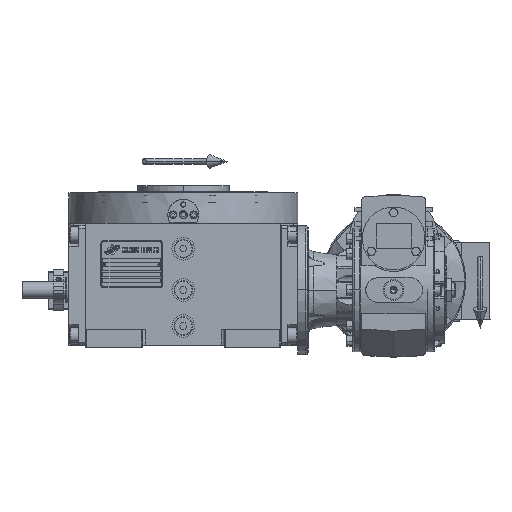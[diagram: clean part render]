
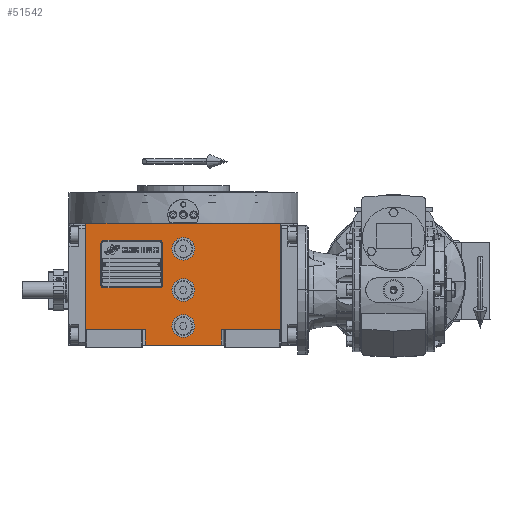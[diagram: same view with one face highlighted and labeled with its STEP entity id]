
A CAD part, top view. The second image highlights one B-rep face of the part: STEP entity #51542.
In plain terms, the highlighted planar face has unit normal (0, 0, 1).
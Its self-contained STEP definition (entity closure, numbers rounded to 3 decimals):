
#787 = CARTESIAN_POINT ( 'NONE',  ( 94.5, 64.5, 163.5 ) ) ;
#1983 = CARTESIAN_POINT ( 'NONE',  ( 37., -38.5, 163.5 ) ) ;
#3071 = FACE_BOUND ( 'NONE', #28015, .T. ) ;
#3097 = DIRECTION ( 'NONE',  ( -1., 0., 0. ) ) ;
#3639 = FACE_BOUND ( 'NONE', #71680, .T. ) ;
#3788 = ORIENTED_EDGE ( 'NONE', *, *, #12842, .T. ) ;
#4072 = DIRECTION ( 'NONE',  ( 0., 0., 1. ) ) ;
#4217 = VERTEX_POINT ( 'NONE', #27226 ) ;
#4303 = VECTOR ( 'NONE', #85564, 1000. ) ;
#5039 = CARTESIAN_POINT ( 'NONE',  ( 37., -38.5, 163.5 ) ) ;
#6043 = CARTESIAN_POINT ( 'NONE',  ( -11., 40., 163.5 ) ) ;
#7090 = DIRECTION ( 'NONE',  ( 1., 0., 0. ) ) ;
#7091 = VERTEX_POINT ( 'NONE', #19743 ) ;
#8908 = EDGE_CURVE ( 'NONE', #51706, #108871, #82234, .T. ) ;
#12842 = EDGE_CURVE ( 'NONE', #18355, #41051, #39393, .T. ) ;
#12961 = CARTESIAN_POINT ( 'NONE',  ( 11., -35., 163.5 ) ) ;
#13430 = CARTESIAN_POINT ( 'NONE',  ( 94.5, -38.5, 163.5 ) ) ;
#13984 = ORIENTED_EDGE ( 'NONE', *, *, #50960, .F. ) ;
#14645 = ORIENTED_EDGE ( 'NONE', *, *, #41276, .F. ) ;
#14854 = ORIENTED_EDGE ( 'NONE', *, *, #118160, .F. ) ;
#16068 = VECTOR ( 'NONE', #69096, 1000. ) ;
#16217 = CARTESIAN_POINT ( 'NONE',  ( -37., -53.5, 163.5 ) ) ;
#17269 = DIRECTION ( 'NONE',  ( 0., 0., 1. ) ) ;
#17361 = CARTESIAN_POINT ( 'NONE',  ( -11., -35., 163.5 ) ) ;
#17424 = VERTEX_POINT ( 'NONE', #36369 ) ;
#18355 = VERTEX_POINT ( 'NONE', #68822 ) ;
#19743 = CARTESIAN_POINT ( 'NONE',  ( -37., -53.5, 163.5 ) ) ;
#20429 = LINE ( 'NONE', #45979, #72752 ) ;
#20894 = DIRECTION ( 'NONE',  ( 1., 0., 0. ) ) ;
#21393 = DIRECTION ( 'NONE',  ( 0., -1., 0. ) ) ;
#22556 = DIRECTION ( 'NONE',  ( 0., 1., 0. ) ) ;
#24302 = VECTOR ( 'NONE', #66127, 1000. ) ;
#25343 = VECTOR ( 'NONE', #7090, 1000. ) ;
#25522 = EDGE_CURVE ( 'NONE', #113459, #97116, #83364, .T. ) ;
#26395 = CARTESIAN_POINT ( 'NONE',  ( 0., 0., 163.5 ) ) ;
#27226 = CARTESIAN_POINT ( 'NONE',  ( -94.5, 64.5, 163.5 ) ) ;
#28015 = EDGE_LOOP ( 'NONE', ( #68325, #69999 ) ) ;
#29603 = CARTESIAN_POINT ( 'NONE',  ( 11., 40., 163.5 ) ) ;
#30021 = EDGE_CURVE ( 'NONE', #7091, #17424, #99452, .T. ) ;
#30383 = PLANE ( 'NONE',  #64858 ) ;
#31572 = CARTESIAN_POINT ( 'NONE',  ( -94.5, -53.5, 163.5 ) ) ;
#31913 = EDGE_LOOP ( 'NONE', ( #33692, #14645, #114017, #37218, #14854, #119800, #3788, #114295 ) ) ;
#32021 = CARTESIAN_POINT ( 'NONE',  ( -94.5, -38.5, 163.5 ) ) ;
#32671 = CARTESIAN_POINT ( 'NONE',  ( 0., 40., 163.5 ) ) ;
#33692 = ORIENTED_EDGE ( 'NONE', *, *, #30021, .T. ) ;
#36369 = CARTESIAN_POINT ( 'NONE',  ( 37., -53.5, 163.5 ) ) ;
#36419 = EDGE_CURVE ( 'NONE', #57069, #84865, #40886, .T. ) ;
#37218 = ORIENTED_EDGE ( 'NONE', *, *, #50178, .T. ) ;
#38519 = CARTESIAN_POINT ( 'NONE',  ( 0., 0., 163.5 ) ) ;
#39393 = LINE ( 'NONE', #114677, #4303 ) ;
#40886 = LINE ( 'NONE', #5039, #74779 ) ;
#41051 = VERTEX_POINT ( 'NONE', #50103 ) ;
#41276 = EDGE_CURVE ( 'NONE', #57069, #17424, #65789, .T. ) ;
#41850 = DIRECTION ( 'NONE',  ( 0., 0., 1. ) ) ;
#41930 = FACE_BOUND ( 'NONE', #55543, .T. ) ;
#42335 = DIRECTION ( 'NONE',  ( 1., 0., 0. ) ) ;
#42684 = DIRECTION ( 'NONE',  ( 1., 0., 0. ) ) ;
#43697 = CIRCLE ( 'NONE', #111580, 11. ) ;
#44974 = ORIENTED_EDGE ( 'NONE', *, *, #8908, .F. ) ;
#45844 = AXIS2_PLACEMENT_3D ( 'NONE', #26395, #17269, #71958 ) ;
#45979 = CARTESIAN_POINT ( 'NONE',  ( -37., -53.5, 163.5 ) ) ;
#47525 = VERTEX_POINT ( 'NONE', #787 ) ;
#48303 = CARTESIAN_POINT ( 'NONE',  ( -11., 0., 163.5 ) ) ;
#50103 = CARTESIAN_POINT ( 'NONE',  ( -37., -38.5, 163.5 ) ) ;
#50178 = EDGE_CURVE ( 'NONE', #84865, #47525, #105798, .T. ) ;
#50960 = EDGE_CURVE ( 'NONE', #108871, #51706, #43697, .T. ) ;
#51542 = ADVANCED_FACE ( 'NONE', ( #3071, #41930, #3639, #59532 ), #30383, .T. ) ;
#51706 = VERTEX_POINT ( 'NONE', #6043 ) ;
#54343 = AXIS2_PLACEMENT_3D ( 'NONE', #38519, #59599, #20894 ) ;
#54862 = DIRECTION ( 'NONE',  ( 0., 0., 1. ) ) ;
#55111 = AXIS2_PLACEMENT_3D ( 'NONE', #32671, #41850, #97105 ) ;
#55543 = EDGE_LOOP ( 'NONE', ( #113059, #87347 ) ) ;
#56770 = EDGE_CURVE ( 'NONE', #18355, #4217, #115261, .T. ) ;
#57033 = CARTESIAN_POINT ( 'NONE',  ( -94.5, 64.5, 163.5 ) ) ;
#57069 = VERTEX_POINT ( 'NONE', #113185 ) ;
#58370 = VERTEX_POINT ( 'NONE', #12961 ) ;
#59532 = FACE_OUTER_BOUND ( 'NONE', #31913, .T. ) ;
#59599 = DIRECTION ( 'NONE',  ( 0., 0., 1. ) ) ;
#64858 = AXIS2_PLACEMENT_3D ( 'NONE', #31572, #105109, #77180 ) ;
#65789 = LINE ( 'NONE', #1983, #90821 ) ;
#66127 = DIRECTION ( 'NONE',  ( 1., 0., 0. ) ) ;
#67061 = CARTESIAN_POINT ( 'NONE',  ( 94.5, -38.5, 163.5 ) ) ;
#68325 = ORIENTED_EDGE ( 'NONE', *, *, #25522, .F. ) ;
#68822 = CARTESIAN_POINT ( 'NONE',  ( -94.5, -38.5, 163.5 ) ) ;
#68834 = EDGE_CURVE ( 'NONE', #7091, #41051, #20429, .T. ) ;
#69096 = DIRECTION ( 'NONE',  ( 0., 1., 0. ) ) ;
#69999 = ORIENTED_EDGE ( 'NONE', *, *, #118853, .F. ) ;
#71680 = EDGE_LOOP ( 'NONE', ( #13984, #44974 ) ) ;
#71958 = DIRECTION ( 'NONE',  ( -1., 0., 0. ) ) ;
#72752 = VECTOR ( 'NONE', #84824, 1000. ) ;
#74779 = VECTOR ( 'NONE', #42684, 1000. ) ;
#76469 = LINE ( 'NONE', #57033, #24302 ) ;
#77180 = DIRECTION ( 'NONE',  ( 1., 0., 0. ) ) ;
#82153 = VERTEX_POINT ( 'NONE', #17361 ) ;
#82234 = CIRCLE ( 'NONE', #55111, 11. ) ;
#82681 = CIRCLE ( 'NONE', #45844, 11. ) ;
#83364 = CIRCLE ( 'NONE', #54343, 11. ) ;
#84582 = CARTESIAN_POINT ( 'NONE',  ( 0., -35., 163.5 ) ) ;
#84824 = DIRECTION ( 'NONE',  ( 0., 1., 0. ) ) ;
#84865 = VERTEX_POINT ( 'NONE', #67061 ) ;
#85564 = DIRECTION ( 'NONE',  ( 1., 0., 0. ) ) ;
#86274 = CIRCLE ( 'NONE', #90086, 11. ) ;
#87347 = ORIENTED_EDGE ( 'NONE', *, *, #106326, .F. ) ;
#90086 = AXIS2_PLACEMENT_3D ( 'NONE', #84582, #54862, #91922 ) ;
#90821 = VECTOR ( 'NONE', #21393, 1000. ) ;
#91922 = DIRECTION ( 'NONE',  ( 1., 0., 0. ) ) ;
#95030 = CIRCLE ( 'NONE', #118263, 11. ) ;
#95434 = CARTESIAN_POINT ( 'NONE',  ( 0., -35., 163.5 ) ) ;
#97105 = DIRECTION ( 'NONE',  ( -1., 0., 0. ) ) ;
#97116 = VERTEX_POINT ( 'NONE', #48303 ) ;
#98235 = CARTESIAN_POINT ( 'NONE',  ( 0., 40., 163.5 ) ) ;
#99452 = LINE ( 'NONE', #16217, #25343 ) ;
#103871 = CARTESIAN_POINT ( 'NONE',  ( 11., 0., 163.5 ) ) ;
#105109 = DIRECTION ( 'NONE',  ( 0., 0., 1. ) ) ;
#105798 = LINE ( 'NONE', #13430, #119242 ) ;
#106326 = EDGE_CURVE ( 'NONE', #82153, #58370, #95030, .T. ) ;
#108871 = VERTEX_POINT ( 'NONE', #29603 ) ;
#111580 = AXIS2_PLACEMENT_3D ( 'NONE', #98235, #4072, #42335 ) ;
#112955 = EDGE_CURVE ( 'NONE', #58370, #82153, #86274, .T. ) ;
#113059 = ORIENTED_EDGE ( 'NONE', *, *, #112955, .F. ) ;
#113185 = CARTESIAN_POINT ( 'NONE',  ( 37., -38.5, 163.5 ) ) ;
#113459 = VERTEX_POINT ( 'NONE', #103871 ) ;
#113648 = DIRECTION ( 'NONE',  ( 0., 0., 1. ) ) ;
#114017 = ORIENTED_EDGE ( 'NONE', *, *, #36419, .T. ) ;
#114295 = ORIENTED_EDGE ( 'NONE', *, *, #68834, .F. ) ;
#114677 = CARTESIAN_POINT ( 'NONE',  ( -94.5, -38.5, 163.5 ) ) ;
#115261 = LINE ( 'NONE', #32021, #16068 ) ;
#118160 = EDGE_CURVE ( 'NONE', #4217, #47525, #76469, .T. ) ;
#118263 = AXIS2_PLACEMENT_3D ( 'NONE', #95434, #113648, #3097 ) ;
#118853 = EDGE_CURVE ( 'NONE', #97116, #113459, #82681, .T. ) ;
#119242 = VECTOR ( 'NONE', #22556, 1000. ) ;
#119800 = ORIENTED_EDGE ( 'NONE', *, *, #56770, .F. ) ;
